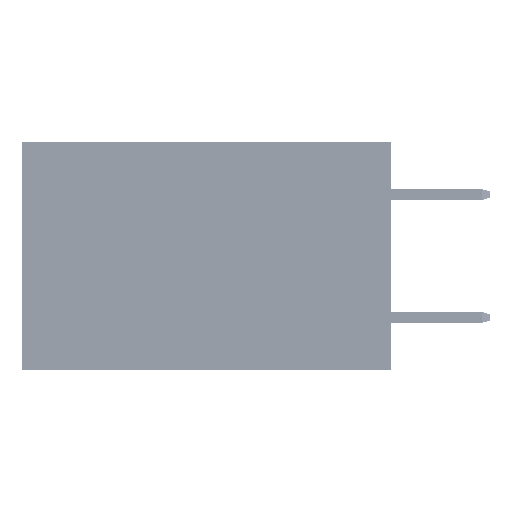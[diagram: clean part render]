
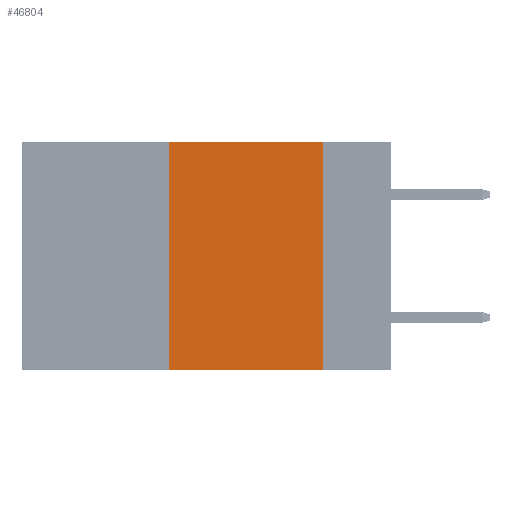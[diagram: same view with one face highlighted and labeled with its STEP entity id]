
A CAD part, left-side view. The second image highlights one B-rep face of the part: STEP entity #46804.
In plain terms, the highlighted planar face has unit normal (-1, 0, 0).
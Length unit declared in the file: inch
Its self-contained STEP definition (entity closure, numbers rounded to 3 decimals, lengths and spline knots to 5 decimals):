
#593 = CARTESIAN_POINT ( 'NONE',  ( 0., 0.11, 0. ) ) ;
#5004 = VECTOR ( 'NONE', #11837, 39.37008 ) ;
#5231 = CARTESIAN_POINT ( 'NONE',  ( 0., 0.6, 0. ) ) ;
#5238 = CARTESIAN_POINT ( 'NONE',  ( 0., 0.36, 0. ) ) ;
#8314 = PLANE ( 'NONE',  #26014 ) ;
#9848 = CARTESIAN_POINT ( 'NONE',  ( 0., 0.6, -0.37 ) ) ;
#11268 = VERTEX_POINT ( 'NONE', #593 ) ;
#11668 = CARTESIAN_POINT ( 'NONE',  ( 0., 0.11, 0. ) ) ;
#11837 = DIRECTION ( 'NONE',  ( 0., 0., -1. ) ) ;
#11888 = CARTESIAN_POINT ( 'NONE',  ( 0., 0.36, 0. ) ) ;
#12377 = DIRECTION ( 'NONE',  ( 0., 0., 1. ) ) ;
#12518 = CARTESIAN_POINT ( 'NONE',  ( 0., 0.6, 0. ) ) ;
#14376 = LINE ( 'NONE', #11888, #38923 ) ;
#15733 = EDGE_CURVE ( 'NONE', #50719, #33084, #14376, .T. ) ;
#16906 = ORIENTED_EDGE ( 'NONE', *, *, #31601, .F. ) ;
#21890 = VECTOR ( 'NONE', #28810, 39.37008 ) ;
#24234 = DIRECTION ( 'NONE',  ( 0., 0., -1. ) ) ;
#25656 = LINE ( 'NONE', #12518, #21890 ) ;
#26014 = AXIS2_PLACEMENT_3D ( 'NONE', #5231, #40182, #24234 ) ;
#26955 = EDGE_LOOP ( 'NONE', ( #16906, #45015, #32682, #38826 ) ) ;
#28552 = EDGE_CURVE ( 'NONE', #50719, #46130, #42670, .T. ) ;
#28810 = DIRECTION ( 'NONE',  ( 0., -1., 0. ) ) ;
#31601 = EDGE_CURVE ( 'NONE', #11268, #46130, #36855, .T. ) ;
#31616 = VECTOR ( 'NONE', #45677, 39.37008 ) ;
#32682 = ORIENTED_EDGE ( 'NONE', *, *, #15733, .F. ) ;
#33084 = VERTEX_POINT ( 'NONE', #5238 ) ;
#36855 = LINE ( 'NONE', #11668, #5004 ) ;
#38528 = EDGE_CURVE ( 'NONE', #33084, #11268, #25656, .T. ) ;
#38826 = ORIENTED_EDGE ( 'NONE', *, *, #28552, .T. ) ;
#38923 = VECTOR ( 'NONE', #12377, 39.37008 ) ;
#39452 = CARTESIAN_POINT ( 'NONE',  ( 0., 0.11, -0.37 ) ) ;
#40182 = DIRECTION ( 'NONE',  ( 1., 0., 0. ) ) ;
#42670 = LINE ( 'NONE', #9848, #31616 ) ;
#45015 = ORIENTED_EDGE ( 'NONE', *, *, #38528, .F. ) ;
#45677 = DIRECTION ( 'NONE',  ( 0., -1., 0. ) ) ;
#46130 = VERTEX_POINT ( 'NONE', #39452 ) ;
#46804 = ADVANCED_FACE ( 'NONE', ( #50101 ), #8314, .F. ) ;
#48733 = CARTESIAN_POINT ( 'NONE',  ( 0., 0.36, -0.37 ) ) ;
#50101 = FACE_OUTER_BOUND ( 'NONE', #26955, .T. ) ;
#50719 = VERTEX_POINT ( 'NONE', #48733 ) ;
